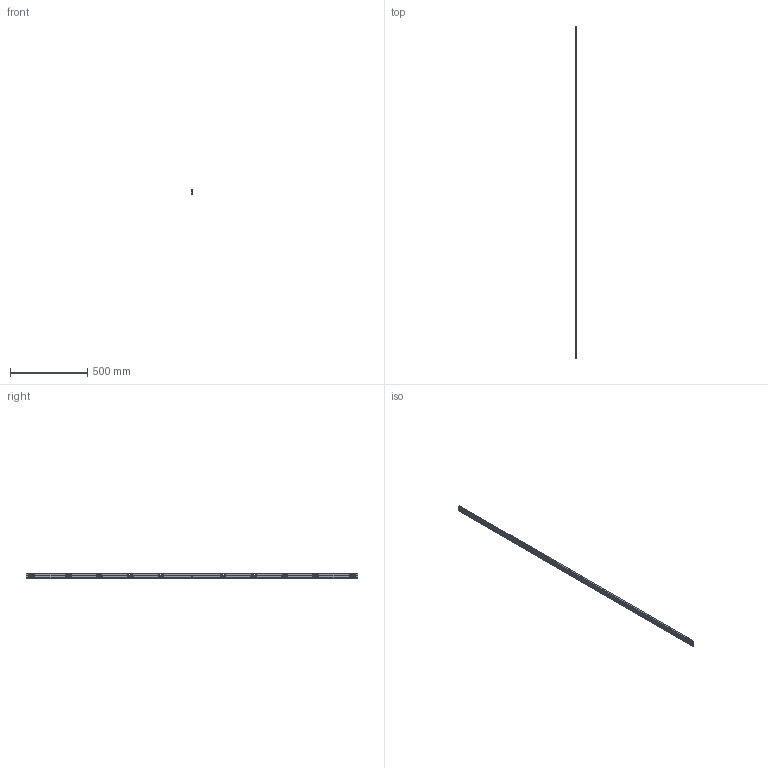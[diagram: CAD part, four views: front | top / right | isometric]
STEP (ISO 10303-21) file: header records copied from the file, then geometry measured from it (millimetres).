
FILE_DESCRIPTION(/* description */ (''),/* implementation_level */ '2;1');
FILE_NAME(/* name */ 'FN101A204_C____MOUNTING SPAR W CLAMPS.stp',/* time_stamp */ '2020-12-03T11:13:24+00:00',/* author */ (''),/* organization */ (''),/* preprocessor_version */ 'ST-DEVELOPER v16.7',/* originating_system */ 'SIEMENS PLM Software NX 12.0',/* authorisation */ '');
FILE_SCHEMA (('AUTOMOTIVE_DESIGN { 1 0 10303 214 3 1 1 1 }'));
Products named in the file (1): 1117460-A
Bounding box: 11.85 x 2145 x 36.1 mm (x, y, z)
Volume: 640214.2 mm3; surface area: 244349.9 mm2
Topology: 25 solids, 25 shells, 2098 faces, 5944 edges, 3915 vertices
Faces by surface type: plane 1125, cylinder 790, cone 135, torus 48
Full cylindrical faces by diameter (mm): 2.05 x12, 2.9 x12, 3 x12, 3.1 x12, 3.4 x24, 3.86 x12, 4.3 x27, 4.6 x24, 6.6 x11, 7 x12, 7.6 x12, 12.9 x11
Entity records: 71149 total; most frequent: CARTESIAN_POINT 18021, DIRECTION 10895, ORIENTED_EDGE 10882, EDGE_CURVE 5441, AXIS2_PLACEMENT_3D 4003, VERTEX_POINT 3803, LINE 2889, VECTOR 2889
